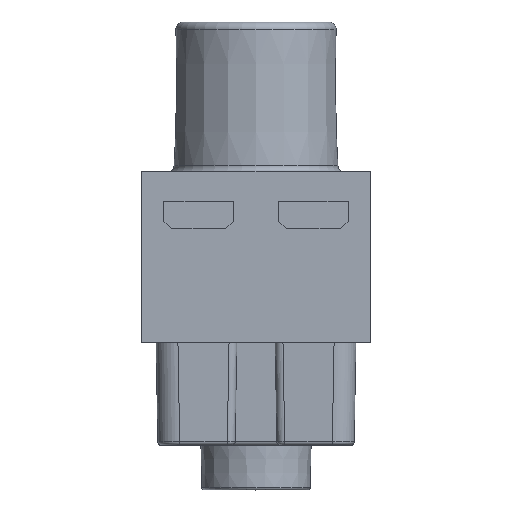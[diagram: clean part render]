
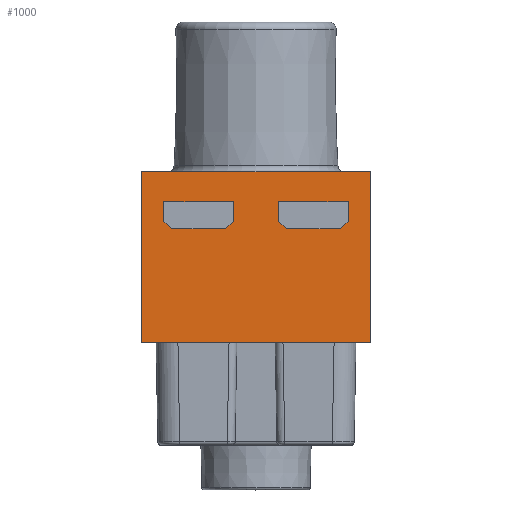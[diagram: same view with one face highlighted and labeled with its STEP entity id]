
A CAD part, top view. The second image highlights one B-rep face of the part: STEP entity #1000.
In plain terms, the highlighted planar face has unit normal (0, 0, 1).
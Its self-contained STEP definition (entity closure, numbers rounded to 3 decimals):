
#315=FACE_BOUND('',#2155,.T.);
#316=FACE_BOUND('',#2156,.T.);
#317=FACE_BOUND('',#2157,.T.);
#1000=ADVANCED_FACE('',(#315,#316,#317),#1455,.T.);
#1455=PLANE('',#9043);
#2155=EDGE_LOOP('',(#3278,#3279,#3280,#3281,#3282,#3283));
#2156=EDGE_LOOP('',(#3284,#3285,#3286,#3287));
#2157=EDGE_LOOP('',(#3288,#3289,#3290,#3291,#3292,#3293));
#3278=ORIENTED_EDGE('',*,*,#6514,.T.);
#3279=ORIENTED_EDGE('',*,*,#6515,.F.);
#3280=ORIENTED_EDGE('',*,*,#6516,.T.);
#3281=ORIENTED_EDGE('',*,*,#6517,.T.);
#3282=ORIENTED_EDGE('',*,*,#6518,.T.);
#3283=ORIENTED_EDGE('',*,*,#6519,.T.);
#3284=ORIENTED_EDGE('',*,*,#6509,.F.);
#3285=ORIENTED_EDGE('',*,*,#6520,.T.);
#3286=ORIENTED_EDGE('',*,*,#6445,.F.);
#3287=ORIENTED_EDGE('',*,*,#6469,.T.);
#3288=ORIENTED_EDGE('',*,*,#6521,.T.);
#3289=ORIENTED_EDGE('',*,*,#6522,.F.);
#3290=ORIENTED_EDGE('',*,*,#6523,.T.);
#3291=ORIENTED_EDGE('',*,*,#6524,.T.);
#3292=ORIENTED_EDGE('',*,*,#6525,.T.);
#3293=ORIENTED_EDGE('',*,*,#6526,.T.);
#5543=VERTEX_POINT('',#13179);
#5544=VERTEX_POINT('',#13181);
#5563=VERTEX_POINT('',#13226);
#5601=VERTEX_POINT('',#13305);
#5606=VERTEX_POINT('',#13321);
#5607=VERTEX_POINT('',#13322);
#5608=VERTEX_POINT('',#13324);
#5609=VERTEX_POINT('',#13326);
#5610=VERTEX_POINT('',#13328);
#5611=VERTEX_POINT('',#13330);
#5612=VERTEX_POINT('',#13334);
#5613=VERTEX_POINT('',#13335);
#5614=VERTEX_POINT('',#13337);
#5615=VERTEX_POINT('',#13339);
#5616=VERTEX_POINT('',#13341);
#5617=VERTEX_POINT('',#13343);
#6445=EDGE_CURVE('',#5543,#5544,#7570,.T.);
#6469=EDGE_CURVE('',#5543,#5563,#7594,.T.);
#6509=EDGE_CURVE('',#5601,#5563,#7622,.T.);
#6514=EDGE_CURVE('',#5606,#5607,#7623,.T.);
#6515=EDGE_CURVE('',#5608,#5607,#7624,.T.);
#6516=EDGE_CURVE('',#5608,#5609,#7625,.T.);
#6517=EDGE_CURVE('',#5609,#5610,#7626,.T.);
#6518=EDGE_CURVE('',#5610,#5611,#7627,.T.);
#6519=EDGE_CURVE('',#5611,#5606,#7628,.T.);
#6520=EDGE_CURVE('',#5601,#5544,#7629,.T.);
#6521=EDGE_CURVE('',#5612,#5613,#7630,.T.);
#6522=EDGE_CURVE('',#5614,#5613,#7631,.T.);
#6523=EDGE_CURVE('',#5614,#5615,#7632,.T.);
#6524=EDGE_CURVE('',#5615,#5616,#7633,.T.);
#6525=EDGE_CURVE('',#5616,#5617,#7634,.T.);
#6526=EDGE_CURVE('',#5617,#5612,#7635,.T.);
#7570=LINE('',#13180,#8297);
#7594=LINE('',#13227,#8321);
#7622=LINE('',#13306,#8349);
#7623=LINE('',#13320,#8350);
#7624=LINE('',#13323,#8351);
#7625=LINE('',#13325,#8352);
#7626=LINE('',#13327,#8353);
#7627=LINE('',#13329,#8354);
#7628=LINE('',#13331,#8355);
#7629=LINE('',#13332,#8356);
#7630=LINE('',#13333,#8357);
#7631=LINE('',#13336,#8358);
#7632=LINE('',#13338,#8359);
#7633=LINE('',#13340,#8360);
#7634=LINE('',#13342,#8361);
#7635=LINE('',#13344,#8362);
#8297=VECTOR('',#10307,1.);
#8321=VECTOR('',#10337,1.);
#8349=VECTOR('',#10391,1.);
#8350=VECTOR('',#10410,1.);
#8351=VECTOR('',#10411,1.);
#8352=VECTOR('',#10412,1.);
#8353=VECTOR('',#10413,1.);
#8354=VECTOR('',#10414,1.);
#8355=VECTOR('',#10415,1.);
#8356=VECTOR('',#10416,1.);
#8357=VECTOR('',#10417,1.);
#8358=VECTOR('',#10418,1.);
#8359=VECTOR('',#10419,1.);
#8360=VECTOR('',#10420,1.);
#8361=VECTOR('',#10421,1.);
#8362=VECTOR('',#10422,1.);
#9043=AXIS2_PLACEMENT_3D('',#13345,#10423,#10424);
#10307=DIRECTION('',(0.,1.,0.));
#10337=DIRECTION('',(1.,0.,0.));
#10391=DIRECTION('',(0.,-1.,0.));
#10410=DIRECTION('',(-0.707,-0.707,0.));
#10411=DIRECTION('',(1.,0.,0.));
#10412=DIRECTION('',(-0.707,0.707,0.));
#10413=DIRECTION('',(0.,1.,0.));
#10414=DIRECTION('',(1.,0.,0.));
#10415=DIRECTION('',(0.,-1.,0.));
#10416=DIRECTION('',(-1.,0.,0.));
#10417=DIRECTION('',(-0.707,-0.707,0.));
#10418=DIRECTION('',(1.,0.,0.));
#10419=DIRECTION('',(-0.707,0.707,0.));
#10420=DIRECTION('',(0.,1.,0.));
#10421=DIRECTION('',(1.,0.,0.));
#10422=DIRECTION('',(0.,-1.,0.));
#10423=DIRECTION('',(0.,0.,1.));
#10424=DIRECTION('',(-1.,0.,0.));
#13179=CARTESIAN_POINT('',(-14.65,-41.,15.1));
#13180=CARTESIAN_POINT('',(-14.65,-42.05,15.1));
#13181=CARTESIAN_POINT('',(-14.65,-19.2,15.1));
#13226=CARTESIAN_POINT('',(14.65,-41.,15.1));
#13227=CARTESIAN_POINT('',(15.373,-41.,15.1));
#13305=CARTESIAN_POINT('',(14.65,-19.2,15.1));
#13306=CARTESIAN_POINT('',(14.65,-42.05,15.1));
#13320=CARTESIAN_POINT('',(10.8,-26.5,15.1));
#13321=CARTESIAN_POINT('',(11.8,-25.5,15.1));
#13322=CARTESIAN_POINT('',(10.8,-26.5,15.1));
#13323=CARTESIAN_POINT('',(-14.675,-26.5,15.1));
#13324=CARTESIAN_POINT('',(3.9,-26.5,15.1));
#13325=CARTESIAN_POINT('',(2.9,-25.5,15.1));
#13326=CARTESIAN_POINT('',(2.9,-25.5,15.1));
#13327=CARTESIAN_POINT('',(2.9,-22.7,15.1));
#13328=CARTESIAN_POINT('',(2.9,-23.,15.1));
#13329=CARTESIAN_POINT('',(11.825,-23.,15.1));
#13330=CARTESIAN_POINT('',(11.8,-23.,15.1));
#13331=CARTESIAN_POINT('',(11.8,-25.5,15.1));
#13332=CARTESIAN_POINT('',(-14.675,-19.2,15.1));
#13333=CARTESIAN_POINT('',(-3.9,-26.5,15.1));
#13334=CARTESIAN_POINT('',(-2.9,-25.5,15.1));
#13335=CARTESIAN_POINT('',(-3.9,-26.5,15.1));
#13336=CARTESIAN_POINT('',(-14.675,-26.5,15.1));
#13337=CARTESIAN_POINT('',(-10.8,-26.5,15.1));
#13338=CARTESIAN_POINT('',(-11.8,-25.5,15.1));
#13339=CARTESIAN_POINT('',(-11.8,-25.5,15.1));
#13340=CARTESIAN_POINT('',(-11.8,-22.7,15.1));
#13341=CARTESIAN_POINT('',(-11.8,-23.,15.1));
#13342=CARTESIAN_POINT('',(-2.875,-23.,15.1));
#13343=CARTESIAN_POINT('',(-2.9,-23.,15.1));
#13344=CARTESIAN_POINT('',(-2.9,-25.5,15.1));
#13345=CARTESIAN_POINT('',(-14.675,-42.05,15.1));
